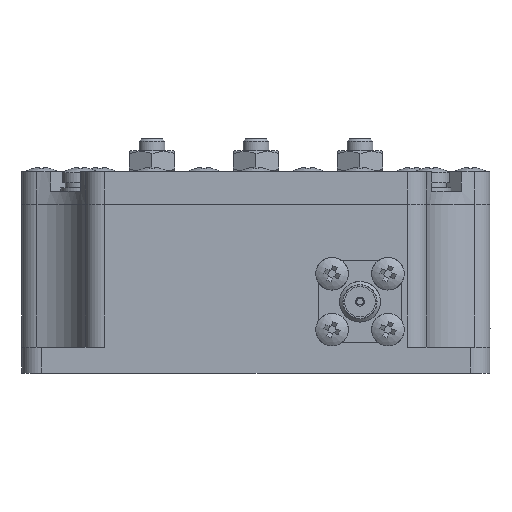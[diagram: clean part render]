
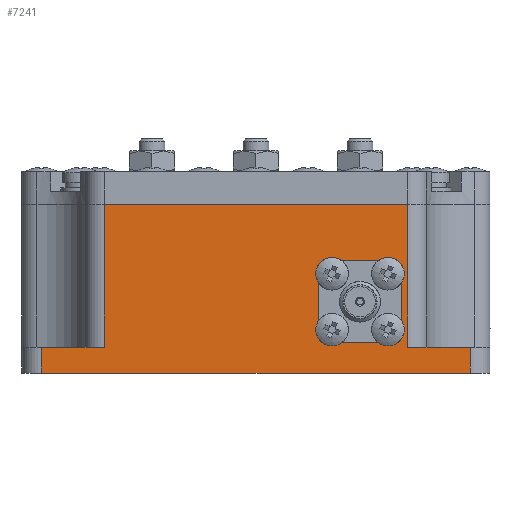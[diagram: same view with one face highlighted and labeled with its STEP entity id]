
A CAD part, left-side view. The second image highlights one B-rep face of the part: STEP entity #7241.
In plain terms, the highlighted planar face has unit normal (-1, 0, 0).
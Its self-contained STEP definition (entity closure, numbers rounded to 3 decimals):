
#7241=ADVANCED_FACE('',(#22448,#22450),#22452,.F.);
#22448=FACE_BOUND('',#22449,.T.);
#22449=EDGE_LOOP('',(#36035,#36036,#36037,#36038,#36039,#36040,#36041,#36042));
#22450=FACE_BOUND('',#22451,.T.);
#22451=EDGE_LOOP('',(#36043,#36044,#36045,#36046,#36047,#36048,#36049,#36050));
#22452=PLANE('',#22453);
#22453=AXIS2_PLACEMENT_3D('',#22454,#22455,#22456);
#22454=CARTESIAN_POINT('',(-38.,36.,26.));
#22455=DIRECTION('',(1.,0.,-0.));
#22456=DIRECTION('',(-0.,0.,-1.));
#36035=ORIENTED_EDGE('',*,*,#42915,.F.);
#36036=ORIENTED_EDGE('',*,*,#42916,.T.);
#36037=ORIENTED_EDGE('',*,*,#42917,.T.);
#36038=ORIENTED_EDGE('',*,*,#42918,.T.);
#36039=ORIENTED_EDGE('',*,*,#42919,.F.);
#36040=ORIENTED_EDGE('',*,*,#42920,.T.);
#36041=ORIENTED_EDGE('',*,*,#42890,.F.);
#36042=ORIENTED_EDGE('',*,*,#42921,.T.);
#36043=ORIENTED_EDGE('',*,*,#42922,.F.);
#36044=ORIENTED_EDGE('',*,*,#42923,.F.);
#36045=ORIENTED_EDGE('',*,*,#42924,.F.);
#36046=ORIENTED_EDGE('',*,*,#42925,.F.);
#36047=ORIENTED_EDGE('',*,*,#42926,.F.);
#36048=ORIENTED_EDGE('',*,*,#42927,.F.);
#36049=ORIENTED_EDGE('',*,*,#42928,.F.);
#36050=ORIENTED_EDGE('',*,*,#42929,.F.);
#42890=EDGE_CURVE('',#48516,#48518,#48519,.T.);
#42915=EDGE_CURVE('',#48564,#48565,#48566,.T.);
#42916=EDGE_CURVE('',#48564,#48567,#48568,.T.);
#42917=EDGE_CURVE('',#48567,#48569,#48570,.T.);
#42918=EDGE_CURVE('',#48569,#48571,#48572,.T.);
#42919=EDGE_CURVE('',#48573,#48571,#48574,.T.);
#42920=EDGE_CURVE('',#48573,#48518,#48575,.T.);
#42921=EDGE_CURVE('',#48516,#48565,#48576,.T.);
#42922=EDGE_CURVE('',#48577,#48578,#48579,.T.);
#42923=EDGE_CURVE('',#48580,#48577,#48581,.T.);
#42924=EDGE_CURVE('',#48582,#48580,#48583,.T.);
#42925=EDGE_CURVE('',#48584,#48582,#48585,.T.);
#42926=EDGE_CURVE('',#48586,#48584,#48587,.T.);
#42927=EDGE_CURVE('',#48588,#48586,#48589,.T.);
#42928=EDGE_CURVE('',#48590,#48588,#48591,.T.);
#42929=EDGE_CURVE('',#48578,#48590,#48592,.T.);
#48516=VERTEX_POINT('',#70667);
#48518=VERTEX_POINT('',#70672);
#48519=LINE('',#70673,#70674);
#48564=VERTEX_POINT('',#70776);
#48565=VERTEX_POINT('',#70777);
#48566=LINE('',#70778,#70779);
#48567=VERTEX_POINT('',#70781);
#48568=LINE('',#70782,#70783);
#48569=VERTEX_POINT('',#70785);
#48570=LINE('',#70786,#70787);
#48571=VERTEX_POINT('',#70789);
#48572=LINE('',#70790,#70791);
#48573=VERTEX_POINT('',#70793);
#48574=LINE('',#70794,#70795);
#48575=LINE('',#70797,#70798);
#48576=LINE('',#70800,#70801);
#48577=VERTEX_POINT('',#70803);
#48578=VERTEX_POINT('',#70804);
#48579=LINE('',#70805,#70806);
#48580=VERTEX_POINT('',#70808);
#48581=LINE('',#70809,#70810);
#48582=VERTEX_POINT('',#70812);
#48583=LINE('',#70813,#70814);
#48584=VERTEX_POINT('',#70816);
#48585=LINE('',#70817,#70818);
#48586=VERTEX_POINT('',#70820);
#48587=LINE('',#70821,#70822);
#48588=VERTEX_POINT('',#70824);
#48589=LINE('',#70825,#70826);
#48590=VERTEX_POINT('',#70828);
#48591=LINE('',#70829,#70830);
#48592=LINE('',#70832,#70833);
#70667=CARTESIAN_POINT('',(-38.,23.351,26.));
#70672=CARTESIAN_POINT('',(-38.,-23.351,26.));
#70673=CARTESIAN_POINT('',(-38.,23.351,26.));
#70674=VECTOR('',#70675,1.);
#70675=DIRECTION('',(0.,-1.,0.));
#70776=CARTESIAN_POINT('',(-38.,33.,4.));
#70777=CARTESIAN_POINT('',(-38.,23.351,4.));
#70778=CARTESIAN_POINT('',(-38.,33.,4.));
#70779=VECTOR('',#70780,1.);
#70780=DIRECTION('',(0.,-1.,0.));
#70781=CARTESIAN_POINT('',(-38.,33.,0.));
#70782=CARTESIAN_POINT('',(-38.,33.,4.));
#70783=VECTOR('',#70784,1.);
#70784=DIRECTION('',(0.,0.,-1.));
#70785=CARTESIAN_POINT('',(-38.,-33.,0.));
#70786=CARTESIAN_POINT('',(-38.,33.,0.));
#70787=VECTOR('',#70788,1.);
#70788=DIRECTION('',(0.,-1.,0.));
#70789=CARTESIAN_POINT('',(-38.,-33.,4.));
#70790=CARTESIAN_POINT('',(-38.,-33.,0.));
#70791=VECTOR('',#70792,1.);
#70792=DIRECTION('',(0.,0.,1.));
#70793=CARTESIAN_POINT('',(-38.,-23.351,4.));
#70794=CARTESIAN_POINT('',(-38.,-23.351,4.));
#70795=VECTOR('',#70796,1.);
#70796=DIRECTION('',(0.,-1.,0.));
#70797=CARTESIAN_POINT('',(-38.,-23.351,4.));
#70798=VECTOR('',#70799,1.);
#70799=DIRECTION('',(0.,0.,1.));
#70800=CARTESIAN_POINT('',(-38.,23.351,26.));
#70801=VECTOR('',#70802,1.);
#70802=DIRECTION('',(0.,0.,-1.));
#70803=CARTESIAN_POINT('',(-38.,-22.35,6.15));
#70804=CARTESIAN_POINT('',(-38.,-22.35,15.85));
#70805=CARTESIAN_POINT('',(-38.,-22.35,6.15));
#70806=VECTOR('',#70807,1.);
#70807=DIRECTION('',(0.,0.,1.));
#70808=CARTESIAN_POINT('',(-38.,-20.85,4.65));
#70809=CARTESIAN_POINT('',(-38.,-20.85,4.65));
#70810=VECTOR('',#70811,1.);
#70811=DIRECTION('',(0.,-0.707,0.707));
#70812=CARTESIAN_POINT('',(-38.,-11.15,4.65));
#70813=CARTESIAN_POINT('',(-38.,-11.15,4.65));
#70814=VECTOR('',#70815,1.);
#70815=DIRECTION('',(0.,-1.,0.));
#70816=CARTESIAN_POINT('',(-38.,-9.65,6.15));
#70817=CARTESIAN_POINT('',(-38.,-9.65,6.15));
#70818=VECTOR('',#70819,1.);
#70819=DIRECTION('',(0.,-0.707,-0.707));
#70820=CARTESIAN_POINT('',(-38.,-9.65,15.85));
#70821=CARTESIAN_POINT('',(-38.,-9.65,15.85));
#70822=VECTOR('',#70823,1.);
#70823=DIRECTION('',(0.,0.,-1.));
#70824=CARTESIAN_POINT('',(-38.,-11.15,17.35));
#70825=CARTESIAN_POINT('',(-38.,-11.15,17.35));
#70826=VECTOR('',#70827,1.);
#70827=DIRECTION('',(0.,0.707,-0.707));
#70828=CARTESIAN_POINT('',(-38.,-20.85,17.35));
#70829=CARTESIAN_POINT('',(-38.,-20.85,17.35));
#70830=VECTOR('',#70831,1.);
#70831=DIRECTION('',(0.,1.,0.));
#70832=CARTESIAN_POINT('',(-38.,-22.35,15.85));
#70833=VECTOR('',#70834,1.);
#70834=DIRECTION('',(0.,0.707,0.707));
